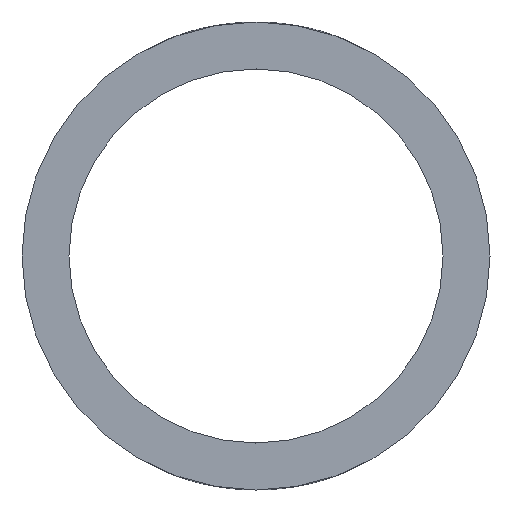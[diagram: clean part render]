
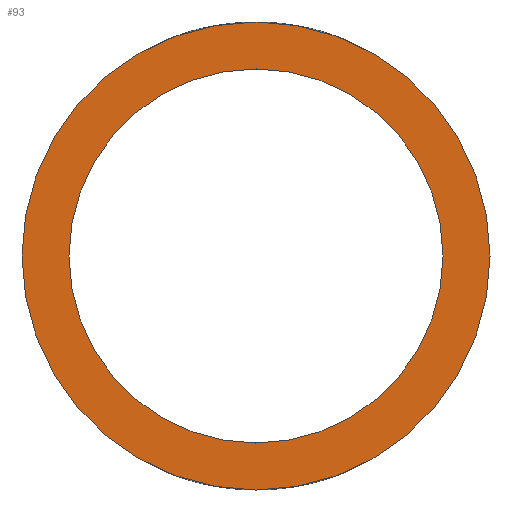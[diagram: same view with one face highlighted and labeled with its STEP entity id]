
A CAD part, front view. The second image highlights one B-rep face of the part: STEP entity #93.
In plain terms, the highlighted planar face has unit normal (0, -1, 0).
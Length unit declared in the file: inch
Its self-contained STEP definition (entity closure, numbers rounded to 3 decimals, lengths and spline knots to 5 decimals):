
#23=FACE_BOUND('',#40,.T.);
#33=FACE_OUTER_BOUND('',#39,.T.);
#39=EDGE_LOOP('',(#75));
#40=EDGE_LOOP('',(#76));
#55=CIRCLE('',#108,0.65625);
#56=CIRCLE('',#109,0.5245);
#59=VERTEX_POINT('',#141);
#60=VERTEX_POINT('',#143);
#67=EDGE_CURVE('',#59,#59,#55,.T.);
#68=EDGE_CURVE('',#60,#60,#56,.T.);
#75=ORIENTED_EDGE('',*,*,#67,.F.);
#76=ORIENTED_EDGE('',*,*,#68,.F.);
#91=PLANE('',#107);
#93=ADVANCED_FACE('',(#33,#23),#91,.F.);
#107=AXIS2_PLACEMENT_3D('',#140,#119,#120);
#108=AXIS2_PLACEMENT_3D('',#142,#121,#122);
#109=AXIS2_PLACEMENT_3D('',#144,#123,#124);
#119=DIRECTION('center_axis',(0.,1.,0.));
#120=DIRECTION('ref_axis',(1.,0.,0.));
#121=DIRECTION('center_axis',(0.,1.,0.));
#122=DIRECTION('ref_axis',(1.,0.,0.));
#123=DIRECTION('center_axis',(0.,-1.,0.));
#124=DIRECTION('ref_axis',(1.,0.,0.));
#140=CARTESIAN_POINT('Origin',(0.,-10.25,0.));
#141=CARTESIAN_POINT('',(0.65625,-10.25,0.));
#142=CARTESIAN_POINT('Origin',(0.,-10.25,0.));
#143=CARTESIAN_POINT('',(0.5245,-10.25,0.));
#144=CARTESIAN_POINT('Origin',(0.,-10.25,0.));
